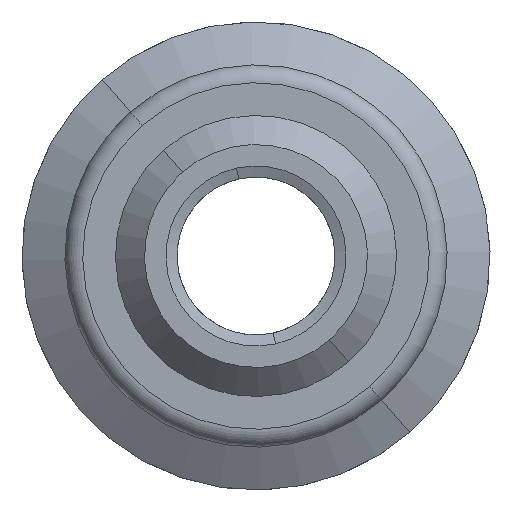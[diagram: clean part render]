
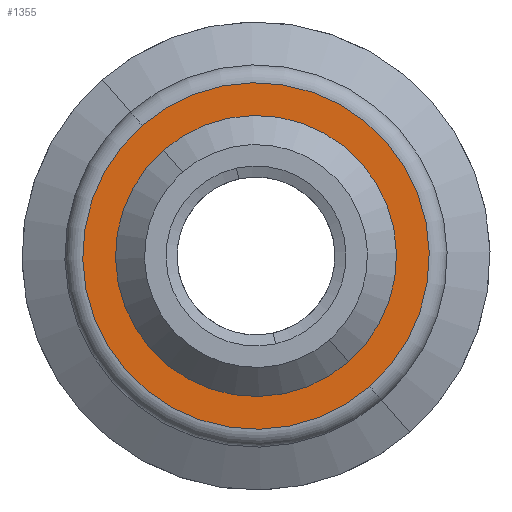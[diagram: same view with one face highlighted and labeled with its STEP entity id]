
A CAD part, front view. The second image highlights one B-rep face of the part: STEP entity #1355.
In plain terms, the highlighted planar face has unit normal (0, -1, 0).
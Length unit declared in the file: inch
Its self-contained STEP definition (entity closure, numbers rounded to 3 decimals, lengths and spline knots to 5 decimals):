
#19 = EDGE_CURVE ( 'NONE', #601, #498, #178, .T. ) ;
#74 = CIRCLE ( 'NONE', #1046, 0.2425 ) ;
#103 = ORIENTED_EDGE ( 'NONE', *, *, #19, .T. ) ;
#116 = DIRECTION ( 'NONE',  ( -0.658, 0., 0.753 ) ) ;
#135 = DIRECTION ( 'NONE',  ( 0., 1., 0. ) ) ;
#140 = DIRECTION ( 'NONE',  ( -0.658, 0., 0.753 ) ) ;
#178 = CIRCLE ( 'NONE', #839, 0.19664 ) ;
#362 = ORIENTED_EDGE ( 'NONE', *, *, #765, .T. ) ;
#424 = DIRECTION ( 'NONE',  ( 0., 1., 0. ) ) ;
#435 = CIRCLE ( 'NONE', #655, 0.2425 ) ;
#486 = EDGE_LOOP ( 'NONE', ( #1639, #1008 ) ) ;
#498 = VERTEX_POINT ( 'NONE', #1660 ) ;
#557 = CARTESIAN_POINT ( 'NONE',  ( 0., -0.01, 0. ) ) ;
#584 = DIRECTION ( 'NONE',  ( -0.658, 0., 0.753 ) ) ;
#601 = VERTEX_POINT ( 'NONE', #1042 ) ;
#620 = DIRECTION ( 'NONE',  ( 0., 1., 0. ) ) ;
#655 = AXIS2_PLACEMENT_3D ( 'NONE', #1591, #135, #140 ) ;
#669 = CARTESIAN_POINT ( 'NONE',  ( 0.15948, -0.01, -0.18268 ) ) ;
#681 = EDGE_LOOP ( 'NONE', ( #103, #362 ) ) ;
#725 = CARTESIAN_POINT ( 'NONE',  ( 0., -0.01, 0. ) ) ;
#765 = EDGE_CURVE ( 'NONE', #498, #601, #1451, .T. ) ;
#791 = PLANE ( 'NONE',  #1700 ) ;
#834 = DIRECTION ( 'NONE',  ( 0., 1., 0. ) ) ;
#839 = AXIS2_PLACEMENT_3D ( 'NONE', #883, #620, #116 ) ;
#883 = CARTESIAN_POINT ( 'NONE',  ( 0., -0.01, 0. ) ) ;
#918 = EDGE_CURVE ( 'NONE', #1407, #1642, #74, .T. ) ;
#920 = FACE_OUTER_BOUND ( 'NONE', #486, .T. ) ;
#929 = DIRECTION ( 'NONE',  ( -0.658, 0., 0.753 ) ) ;
#1008 = ORIENTED_EDGE ( 'NONE', *, *, #918, .F. ) ;
#1042 = CARTESIAN_POINT ( 'NONE',  ( -0.12932, -0.01, 0.14814 ) ) ;
#1046 = AXIS2_PLACEMENT_3D ( 'NONE', #725, #834, #584 ) ;
#1069 = AXIS2_PLACEMENT_3D ( 'NONE', #557, #424, #929 ) ;
#1093 = CARTESIAN_POINT ( 'NONE',  ( -0.15948, -0.01, 0.18268 ) ) ;
#1195 = DIRECTION ( 'NONE',  ( 0., -1., 0. ) ) ;
#1318 = DIRECTION ( 'NONE',  ( 0.658, 0., -0.753 ) ) ;
#1355 = ADVANCED_FACE ( 'NONE', ( #1709, #920 ), #791, .T. ) ;
#1390 = EDGE_CURVE ( 'NONE', #1642, #1407, #435, .T. ) ;
#1407 = VERTEX_POINT ( 'NONE', #669 ) ;
#1451 = CIRCLE ( 'NONE', #1069, 0.19664 ) ;
#1591 = CARTESIAN_POINT ( 'NONE',  ( 0., -0.01, 0. ) ) ;
#1598 = CARTESIAN_POINT ( 'NONE',  ( -0.18268, -0.01, -0.15948 ) ) ;
#1639 = ORIENTED_EDGE ( 'NONE', *, *, #1390, .F. ) ;
#1642 = VERTEX_POINT ( 'NONE', #1093 ) ;
#1660 = CARTESIAN_POINT ( 'NONE',  ( 0.12932, -0.01, -0.14814 ) ) ;
#1700 = AXIS2_PLACEMENT_3D ( 'NONE', #1598, #1195, #1318 ) ;
#1709 = FACE_BOUND ( 'NONE', #681, .T. ) ;
